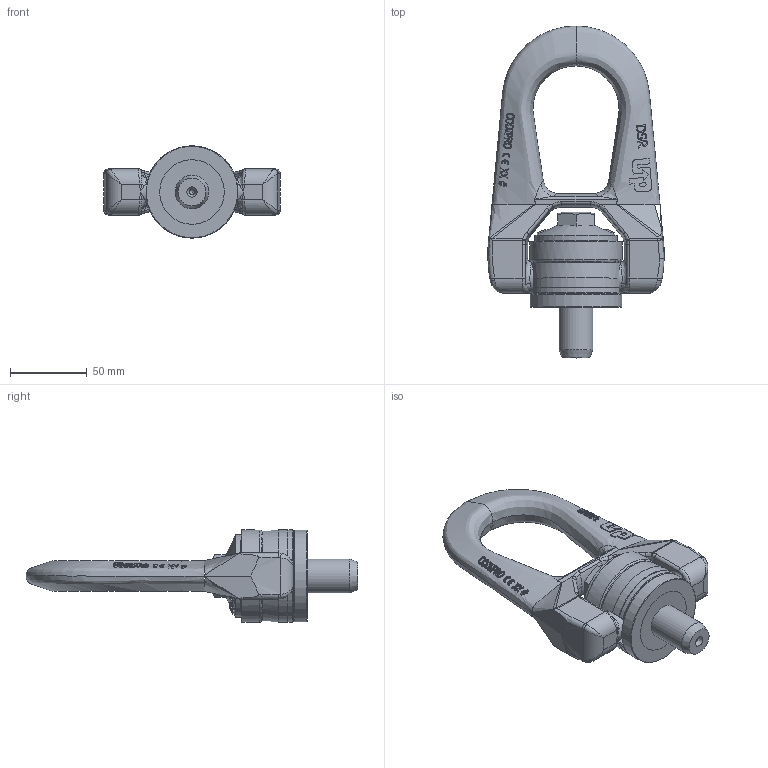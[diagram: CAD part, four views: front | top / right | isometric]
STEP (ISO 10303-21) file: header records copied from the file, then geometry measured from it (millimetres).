
FILE_DESCRIPTION(/* description */ (''),/* implementation_level */ '2;1');
FILE_NAME(/* name */ 'DSR M22 UP.stp',/* time_stamp */ '2017-09-06T13:22:19+02:00',/* author */ ('rklenes'),/* organization */ (''),/* preprocessor_version */ 'ST-DEVELOPER v16.5',/* originating_system */ 'Autodesk Inventor 2017',/* authorisation */ '');
FILE_SCHEMA (('AUTOMOTIVE_DESIGN { 1 0 10303 214 3 1 1 }'));
Products named in the file (6): DSR M22 UP; DSR 3; DRB_B3B; DRM_AF3B_UP; DRA_M22X76_UP; DRE_D3M22A
Assembly tree (5 placements, depth 3):
  DSR M22 UP
    DSR 3
      DRB_B3B
      DRM_AF3B_UP
    DRA_M22X76_UP
    DRE_D3M22A
Bounding box: 115 x 216 x 60 mm (x, y, z)
Volume: 330639.2 mm3; surface area: 73921.1 mm2
Topology: 4 solids, 4 shells, 797 faces, 2113 edges, 1360 vertices
Faces by surface type: plane 367, bspline 293, cylinder 76, cone 45, torus 15, sphere 1
Full cylindrical faces by diameter (mm): 3.15 x1, 20 x2, 22 x4, 22.2 x1, 33.6 x2, 34 x2, 46 x1, 54 x1, 60 x2
Entity records: 44911 total; most frequent: CARTESIAN_POINT 27349, ORIENTED_EDGE 4122, DIRECTION 2765, EDGE_CURVE 2061, VERTEX_POINT 1354, AXIS2_PLACEMENT_3D 1011, EDGE_LOOP 885, FACE_OUTER_BOUND 797
